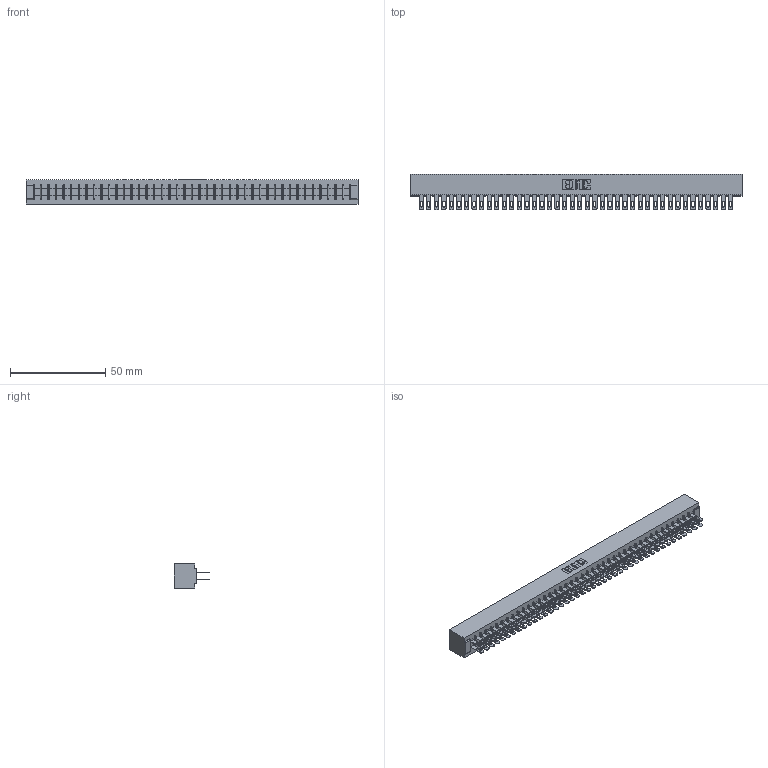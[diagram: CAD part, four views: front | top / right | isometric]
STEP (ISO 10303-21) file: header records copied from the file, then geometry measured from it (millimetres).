
FILE_DESCRIPTION (( 'STEP AP203' ), '1' );
FILE_NAME ('305-084-500-501.STEP', '2019-09-10T11:46:51', ( '' ), ( '' ), 'SwSTEP 2.0', 'SolidWorks 2016', '' );
FILE_SCHEMA (( 'CONFIG_CONTROL_DESIGN' ));
Length unit declared in the file: inch
Products named in the file (3): 305-290-001_500; 305 Part_No Mounting; 305-084-500-501
Assembly tree (85 placements, depth 2):
  305-084-500-501
    305 Part_No Mounting
    305-290-001_500  x84
Bounding box: 174.29 x 18.85 x 12.7 mm (x, y, z)
Volume: 18347.1 mm3; surface area: 26321.5 mm2
Topology: 85 solids, 85 shells, 4308 faces, 12346 edges, 8004 vertices
Faces by surface type: plane 2416, cylinder 1724, sphere 168
Entity records: 45219 total; most frequent: CARTESIAN_POINT 7480, ORIENTED_EDGE 7424, DIRECTION 7236, EDGE_CURVE 3712, VECTOR 3004, LINE 3004, VERTEX_POINT 2360, AXIS2_PLACEMENT_3D 2116
